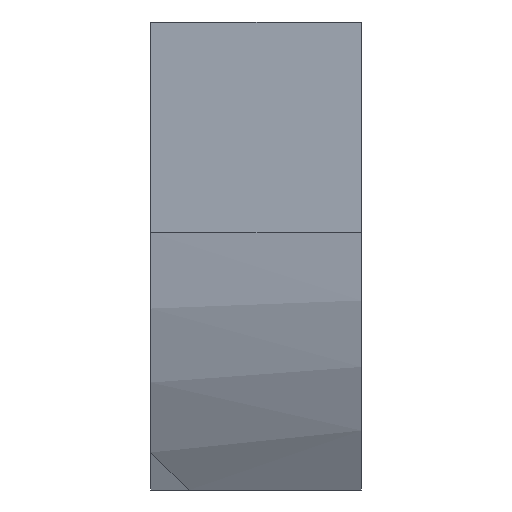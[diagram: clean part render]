
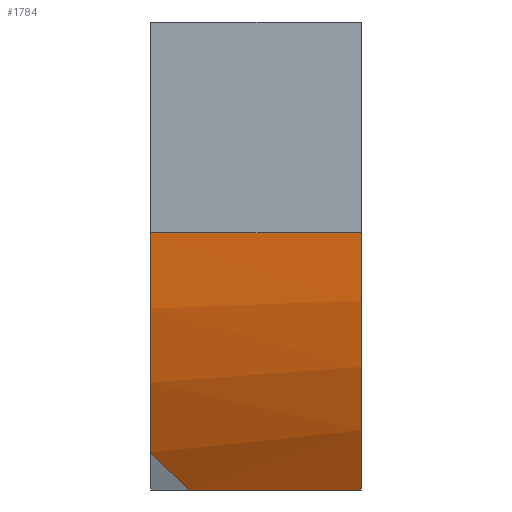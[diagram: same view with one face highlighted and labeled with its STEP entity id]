
A CAD part, left-side view. The second image highlights one B-rep face of the part: STEP entity #1784.
In plain terms, the highlighted cylindrical face has radius 20 mm (diameter 40 mm), a partial arc.
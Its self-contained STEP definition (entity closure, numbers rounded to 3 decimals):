
#31 = CARTESIAN_POINT ( 'NONE',  ( -14.905, 9., -8.397 ) ) ;
#94 = EDGE_LOOP ( 'NONE', ( #323, #614, #294, #748, #172 ) ) ;
#116 = CARTESIAN_POINT ( 'NONE',  ( -17.25, 9., 1. ) ) ;
#169 = CYLINDRICAL_SURFACE ( 'NONE', #1170, 20. ) ;
#172 = ORIENTED_EDGE ( 'NONE', *, *, #706, .F. ) ;
#211 = CARTESIAN_POINT ( 'NONE',  ( -14.295, 7.944, -9.481 ) ) ;
#232 = DIRECTION ( 'NONE',  ( 0., 0., -1. ) ) ;
#294 = ORIENTED_EDGE ( 'NONE', *, *, #428, .T. ) ;
#307 = VERTEX_POINT ( 'NONE', #2197 ) ;
#323 = ORIENTED_EDGE ( 'NONE', *, *, #1474, .F. ) ;
#346 = VECTOR ( 'NONE', #1656, 1000. ) ;
#408 = DIRECTION ( 'NONE',  ( 0., -1., 0. ) ) ;
#425 = CARTESIAN_POINT ( 'NONE',  ( -14.613, 8.494, -8.946 ) ) ;
#428 = EDGE_CURVE ( 'NONE', #1537, #1260, #2355, .T. ) ;
#475 = AXIS2_PLACEMENT_3D ( 'NONE', #2463, #1066, #1811 ) ;
#614 = ORIENTED_EDGE ( 'NONE', *, *, #2280, .T. ) ;
#677 = CARTESIAN_POINT ( 'NONE',  ( -13.953, 7.352, -10. ) ) ;
#706 = EDGE_CURVE ( 'NONE', #307, #1195, #1294, .T. ) ;
#713 = DIRECTION ( 'NONE',  ( 0., 1., 0. ) ) ;
#748 = ORIENTED_EDGE ( 'NONE', *, *, #2885, .T. ) ;
#1066 = DIRECTION ( 'NONE',  ( 0., 1., 0. ) ) ;
#1170 = AXIS2_PLACEMENT_3D ( 'NONE', #1796, #1550, #1751 ) ;
#1195 = VERTEX_POINT ( 'NONE', #2514 ) ;
#1260 = VERTEX_POINT ( 'NONE', #1724 ) ;
#1294 = LINE ( 'NONE', #116, #2081 ) ;
#1430 = VERTEX_POINT ( 'NONE', #31 ) ;
#1474 = EDGE_CURVE ( 'NONE', #1430, #307, #2155, .T. ) ;
#1537 = VERTEX_POINT ( 'NONE', #1892 ) ;
#1550 = DIRECTION ( 'NONE',  ( 0., -1., 0. ) ) ;
#1578 = CARTESIAN_POINT ( 'NONE',  ( -14.905, 9., -8.397 ) ) ;
#1656 = DIRECTION ( 'NONE',  ( 0., -1., 0. ) ) ;
#1680 = CIRCLE ( 'NONE', #475, 20. ) ;
#1724 = CARTESIAN_POINT ( 'NONE',  ( -13.953, 0., -10. ) ) ;
#1751 = DIRECTION ( 'NONE',  ( 0., 0., -1. ) ) ;
#1784 = ADVANCED_FACE ( 'NONE', ( #2676 ), #169, .T. ) ;
#1796 = CARTESIAN_POINT ( 'NONE',  ( 2.75, 9., 1. ) ) ;
#1811 = DIRECTION ( 'NONE',  ( 0., 0., -1. ) ) ;
#1845 = CARTESIAN_POINT ( 'NONE',  ( -13.953, 9., -10. ) ) ;
#1892 = CARTESIAN_POINT ( 'NONE',  ( -13.953, 7.352, -10. ) ) ;
#2081 = VECTOR ( 'NONE', #408, 1000. ) ;
#2155 = CIRCLE ( 'NONE', #2193, 20. ) ;
#2193 = AXIS2_PLACEMENT_3D ( 'NONE', #2780, #713, #232 ) ;
#2197 = CARTESIAN_POINT ( 'NONE',  ( -17.25, 9., 1. ) ) ;
#2280 = EDGE_CURVE ( 'NONE', #1430, #1537, #2634, .T. ) ;
#2355 = LINE ( 'NONE', #1845, #346 ) ;
#2463 = CARTESIAN_POINT ( 'NONE',  ( 2.75, 0., 1. ) ) ;
#2514 = CARTESIAN_POINT ( 'NONE',  ( -17.25, 0., 1. ) ) ;
#2634 =( BOUNDED_CURVE ( )  B_SPLINE_CURVE ( 3, ( #1578, #425, #211, #677 ),
 .UNSPECIFIED., .F., .T. ) 
 B_SPLINE_CURVE_WITH_KNOTS ( ( 4, 4 ),
 ( 3.631, 3.724 ),
 .UNSPECIFIED. ) 
 CURVE ( )  GEOMETRIC_REPRESENTATION_ITEM ( )  RATIONAL_B_SPLINE_CURVE ( ( 1., 0.999, 0.999, 1. ) ) 
 REPRESENTATION_ITEM ( '' )  );
#2676 = FACE_OUTER_BOUND ( 'NONE', #94, .T. ) ;
#2780 = CARTESIAN_POINT ( 'NONE',  ( 2.75, 9., 1. ) ) ;
#2885 = EDGE_CURVE ( 'NONE', #1260, #1195, #1680, .T. ) ;
